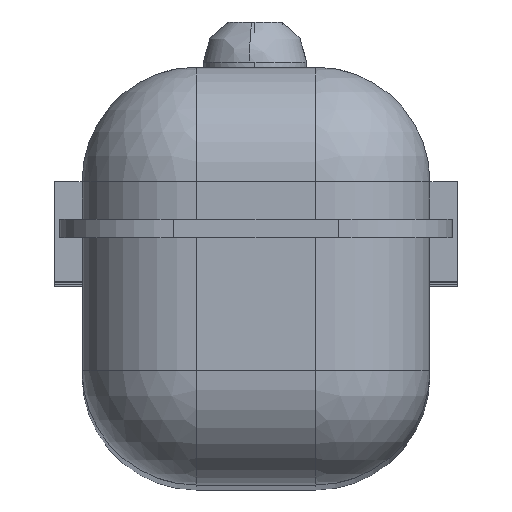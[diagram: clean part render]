
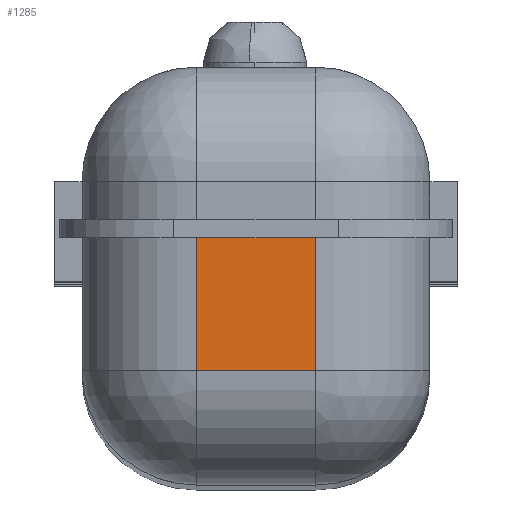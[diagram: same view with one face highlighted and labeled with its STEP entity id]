
A CAD part, top view. The second image highlights one B-rep face of the part: STEP entity #1285.
In plain terms, the highlighted planar face has unit normal (0, 0, 1).
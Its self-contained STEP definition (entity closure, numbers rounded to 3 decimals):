
#252 = CARTESIAN_POINT ( 'NONE',  ( -15.878, 6.565, 0. ) ) ;
#350 = CARTESIAN_POINT ( 'NONE',  ( 0., 6.565, 0. ) ) ;
#472 = CARTESIAN_POINT ( 'NONE',  ( -40.878, 36.565, 0. ) ) ;
#513 = EDGE_CURVE ( 'NONE', #4872, #2060, #2894, .T. ) ;
#1285 = ADVANCED_FACE ( 'NONE', ( #3159 ), #6577, .T. ) ;
#1314 = CARTESIAN_POINT ( 'NONE',  ( 0., 0., 0. ) ) ;
#1659 = CARTESIAN_POINT ( 'NONE',  ( 10.122, 6.565, 0. ) ) ;
#1989 = DIRECTION ( 'NONE',  ( 1., 0., 0. ) ) ;
#2060 = VERTEX_POINT ( 'NONE', #7075 ) ;
#2085 = VECTOR ( 'NONE', #5070, 1000. ) ;
#2575 = EDGE_CURVE ( 'NONE', #7627, #3587, #8361, .T. ) ;
#2894 = LINE ( 'NONE', #5177, #4636 ) ;
#3159 = FACE_OUTER_BOUND ( 'NONE', #7243, .T. ) ;
#3280 = VECTOR ( 'NONE', #7012, 1000. ) ;
#3508 = LINE ( 'NONE', #350, #5062 ) ;
#3527 = CARTESIAN_POINT ( 'NONE',  ( -15.878, 36.565, 0. ) ) ;
#3530 = ORIENTED_EDGE ( 'NONE', *, *, #6168, .T. ) ;
#3587 = VERTEX_POINT ( 'NONE', #252 ) ;
#3861 = CARTESIAN_POINT ( 'NONE',  ( -15.878, 0., 0. ) ) ;
#3903 = ORIENTED_EDGE ( 'NONE', *, *, #2575, .T. ) ;
#4591 = ORIENTED_EDGE ( 'NONE', *, *, #7201, .T. ) ;
#4636 = VECTOR ( 'NONE', #6184, 1000. ) ;
#4756 = ORIENTED_EDGE ( 'NONE', *, *, #513, .T. ) ;
#4872 = VERTEX_POINT ( 'NONE', #1659 ) ;
#5062 = VECTOR ( 'NONE', #8267, 1000. ) ;
#5070 = DIRECTION ( 'NONE',  ( -1., 0., 0. ) ) ;
#5177 = CARTESIAN_POINT ( 'NONE',  ( 10.122, 0., 0. ) ) ;
#5940 = DIRECTION ( 'NONE',  ( 0., 0., 1. ) ) ;
#6168 = EDGE_CURVE ( 'NONE', #3587, #4872, #3508, .T. ) ;
#6184 = DIRECTION ( 'NONE',  ( 0., 1., 0. ) ) ;
#6577 = PLANE ( 'NONE',  #7994 ) ;
#7012 = DIRECTION ( 'NONE',  ( 0., -1., 0. ) ) ;
#7075 = CARTESIAN_POINT ( 'NONE',  ( 10.122, 36.565, 0. ) ) ;
#7201 = EDGE_CURVE ( 'NONE', #2060, #7627, #7356, .T. ) ;
#7243 = EDGE_LOOP ( 'NONE', ( #3530, #4756, #4591, #3903 ) ) ;
#7356 = LINE ( 'NONE', #472, #2085 ) ;
#7627 = VERTEX_POINT ( 'NONE', #3527 ) ;
#7994 = AXIS2_PLACEMENT_3D ( 'NONE', #1314, #5940, #1989 ) ;
#8267 = DIRECTION ( 'NONE',  ( 1., 0., 0. ) ) ;
#8361 = LINE ( 'NONE', #3861, #3280 ) ;
